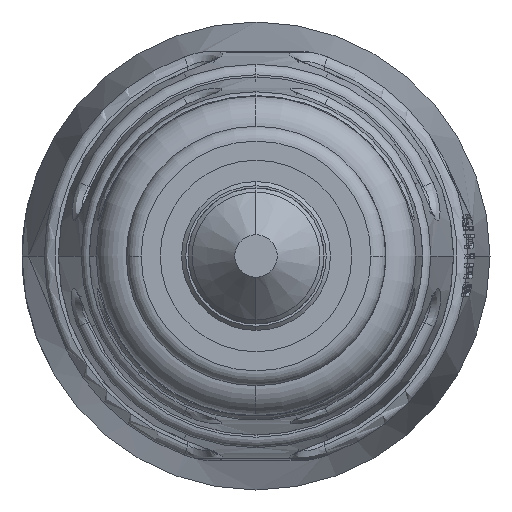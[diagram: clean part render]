
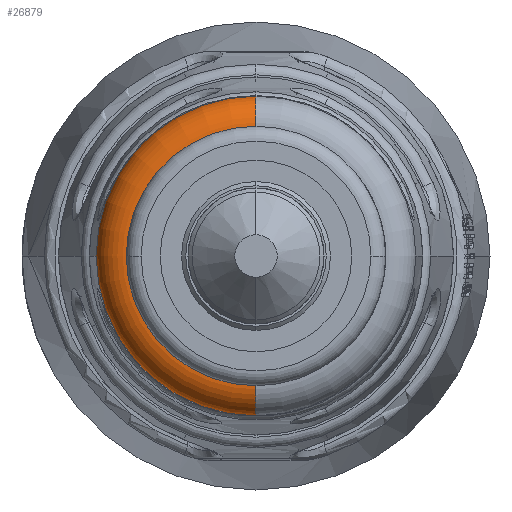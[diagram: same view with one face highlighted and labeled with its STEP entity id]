
A CAD part, left-side view. The second image highlights one B-rep face of the part: STEP entity #26879.
In plain terms, the highlighted toroidal (fillet/blend) face has major radius 3.006 mm and minor radius 0.75 mm.
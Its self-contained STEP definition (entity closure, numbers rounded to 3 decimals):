
#3109 = DIRECTION ( 'NONE',  ( 0., 1., 0. ) ) ;
#3647 = AXIS2_PLACEMENT_3D ( 'NONE', #16202, #22395, #6351 ) ;
#6351 = DIRECTION ( 'NONE',  ( 0., 0., 1. ) ) ;
#7224 = CARTESIAN_POINT ( 'NONE',  ( 0., 0., -3.007 ) ) ;
#7762 = DIRECTION ( 'NONE',  ( 0., 0., 1. ) ) ;
#7889 = DIRECTION ( 'NONE',  ( 0., -1., 0. ) ) ;
#8744 = DIRECTION ( 'NONE',  ( 0., 1., 0. ) ) ;
#9099 = AXIS2_PLACEMENT_3D ( 'NONE', #35068, #3109, #35489 ) ;
#9196 = AXIS2_PLACEMENT_3D ( 'NONE', #30697, #8744, #28443 ) ;
#10444 = AXIS2_PLACEMENT_3D ( 'NONE', #18486, #34512, #18345 ) ;
#10791 = CIRCLE ( 'NONE', #32193, 0.75 ) ;
#11063 = EDGE_CURVE ( 'NONE', #31311, #27588, #10791, .T. ) ;
#11350 = FACE_OUTER_BOUND ( 'NONE', #41264, .T. ) ;
#15954 = CIRCLE ( 'NONE', #10444, 0.75 ) ;
#16172 = CIRCLE ( 'NONE', #9099, 3.756 ) ;
#16202 = CARTESIAN_POINT ( 'NONE',  ( 0., 0.737, 0. ) ) ;
#16275 = CARTESIAN_POINT ( 'NONE',  ( 0., 0.737, -3.756 ) ) ;
#16953 = CARTESIAN_POINT ( 'NONE',  ( -3.756, 0.737, 0. ) ) ;
#17459 = ORIENTED_EDGE ( 'NONE', *, *, #11063, .T. ) ;
#18040 = EDGE_CURVE ( 'NONE', #38693, #25698, #16172, .T. ) ;
#18345 = DIRECTION ( 'NONE',  ( 0., 0., -1. ) ) ;
#18430 = CARTESIAN_POINT ( 'NONE',  ( 0., 0.75, 3.007 ) ) ;
#18486 = CARTESIAN_POINT ( 'NONE',  ( 0., 0.75, -3.007 ) ) ;
#18864 = TOROIDAL_SURFACE ( 'NONE', #9196, 3.007, 0.75 ) ;
#20369 = CARTESIAN_POINT ( 'NONE',  ( 0., 0., 3.007 ) ) ;
#20549 = AXIS2_PLACEMENT_3D ( 'NONE', #20591, #7889, #7762 ) ;
#20591 = CARTESIAN_POINT ( 'NONE',  ( 0., 0., 0. ) ) ;
#21396 = DIRECTION ( 'NONE',  ( 0., 0., 1. ) ) ;
#22395 = DIRECTION ( 'NONE',  ( 0., 1., 0. ) ) ;
#22498 = ORIENTED_EDGE ( 'NONE', *, *, #34675, .F. ) ;
#22867 = CIRCLE ( 'NONE', #20549, 3.007 ) ;
#23068 = EDGE_CURVE ( 'NONE', #31311, #37524, #22867, .T. ) ;
#24030 = ORIENTED_EDGE ( 'NONE', *, *, #18040, .F. ) ;
#25698 = VERTEX_POINT ( 'NONE', #16953 ) ;
#25779 = ORIENTED_EDGE ( 'NONE', *, *, #41433, .F. ) ;
#26879 = ADVANCED_FACE ( 'NONE', ( #11350 ), #18864, .T. ) ;
#27588 = VERTEX_POINT ( 'NONE', #41757 ) ;
#28443 = DIRECTION ( 'NONE',  ( 0., 0., 1. ) ) ;
#29656 = CIRCLE ( 'NONE', #3647, 3.756 ) ;
#30697 = CARTESIAN_POINT ( 'NONE',  ( 0., 0.75, 0. ) ) ;
#31311 = VERTEX_POINT ( 'NONE', #20369 ) ;
#31647 = DIRECTION ( 'NONE',  ( -1., 0., 0. ) ) ;
#32193 = AXIS2_PLACEMENT_3D ( 'NONE', #18430, #31647, #21396 ) ;
#34512 = DIRECTION ( 'NONE',  ( 1., 0., 0. ) ) ;
#34675 = EDGE_CURVE ( 'NONE', #25698, #27588, #29656, .T. ) ;
#35068 = CARTESIAN_POINT ( 'NONE',  ( 0., 0.737, 0. ) ) ;
#35489 = DIRECTION ( 'NONE',  ( 0., 0., 1. ) ) ;
#37524 = VERTEX_POINT ( 'NONE', #7224 ) ;
#38449 = ORIENTED_EDGE ( 'NONE', *, *, #23068, .F. ) ;
#38693 = VERTEX_POINT ( 'NONE', #16275 ) ;
#41264 = EDGE_LOOP ( 'NONE', ( #25779, #38449, #17459, #22498, #24030 ) ) ;
#41433 = EDGE_CURVE ( 'NONE', #37524, #38693, #15954, .T. ) ;
#41757 = CARTESIAN_POINT ( 'NONE',  ( 0., 0.737, 3.756 ) ) ;
